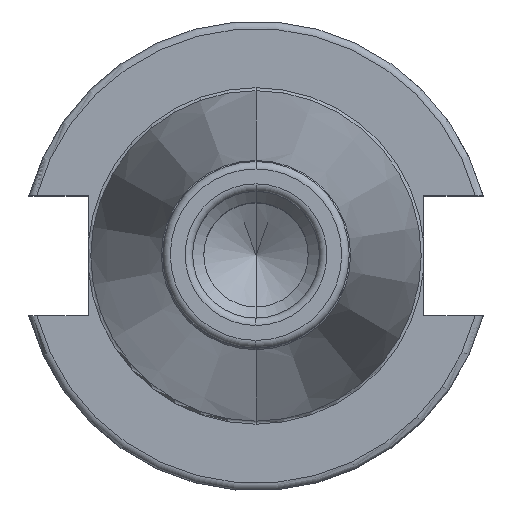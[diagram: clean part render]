
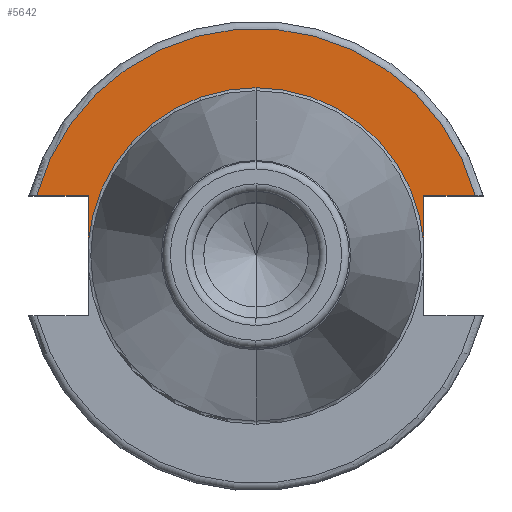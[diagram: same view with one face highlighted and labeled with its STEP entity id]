
A CAD part, top view. The second image highlights one B-rep face of the part: STEP entity #5642.
In plain terms, the highlighted planar face has unit normal (0, 0, 1).
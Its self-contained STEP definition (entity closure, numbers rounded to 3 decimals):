
#1893=CARTESIAN_POINT('',(0,0,10));
#1894=DIRECTION('',(0,0,1));
#1895=DIRECTION('',(0.965,0.264,0));
#1896=AXIS2_PLACEMENT_3D('',#1893,#1894,#1895);
#1943=DIRECTION('',(0,1,0));
#1944=VECTOR('',#1943,6.317);
#1945=CARTESIAN_POINT('',(-22.5,1.733,10));
#1946=LINE('',#1945,#1944);
#1947=DIRECTION('',(1,0,0));
#1948=VECTOR('',#1947,6.918);
#1949=CARTESIAN_POINT('',(-29.418,8.05,10));
#1950=LINE('',#1949,#1948);
#1951=DIRECTION('',(-1,0,0));
#1952=VECTOR('',#1951,6.918);
#1953=CARTESIAN_POINT('',(29.418,8.05,10));
#1954=LINE('',#1953,#1952);
#1955=DIRECTION('',(0,-1,0));
#1956=VECTOR('',#1955,6.317);
#1957=CARTESIAN_POINT('',(22.5,8.05,10));
#1958=LINE('',#1957,#1956);
#1968=CARTESIAN_POINT('',(0,0,10));
#1969=DIRECTION('',(0,0,1));
#1970=DIRECTION('',(0,1,0));
#1971=AXIS2_PLACEMENT_3D('',#1968,#1969,#1970);
#2002=CARTESIAN_POINT('',(0,0,10));
#2003=DIRECTION('',(0,0,-1));
#2004=DIRECTION('',(0,1,0));
#2005=AXIS2_PLACEMENT_3D('',#2002,#2003,#2004);
#2553=CARTESIAN_POINT('',(0,22.567,10));
#2555=VERTEX_POINT('',#2553);
#2685=CARTESIAN_POINT('',(-22.5,1.733,10));
#2686=CARTESIAN_POINT('',(-22.5,8.05,10));
#2687=VERTEX_POINT('',#2685);
#2688=VERTEX_POINT('',#2686);
#2689=CARTESIAN_POINT('',(-29.418,8.05,10));
#2690=VERTEX_POINT('',#2689);
#2691=CARTESIAN_POINT('',(22.5,8.05,10));
#2692=CARTESIAN_POINT('',(22.5,1.733,10));
#2693=VERTEX_POINT('',#2691);
#2694=VERTEX_POINT('',#2692);
#2701=CARTESIAN_POINT('',(29.418,8.05,10));
#2702=VERTEX_POINT('',#2701);
#5624=CARTESIAN_POINT('',(0,0,10));
#5625=DIRECTION('',(0,0,-1));
#5626=DIRECTION('',(0,-1,0));
#5627=AXIS2_PLACEMENT_3D('',#5624,#5625,#5626);
#5628=PLANE('',#5627);
#5629=ORIENTED_EDGE('',*,*,#5493,.T.);
#5630=ORIENTED_EDGE('',*,*,#5515,.F.);
#5631=ORIENTED_EDGE('',*,*,#5596,.F.);
#5633=ORIENTED_EDGE('',*,*,#5632,.T.);
#5635=ORIENTED_EDGE('',*,*,#5634,.T.);
#5637=ORIENTED_EDGE('',*,*,#5636,.F.);
#5639=ORIENTED_EDGE('',*,*,#5638,.T.);
#5640=EDGE_LOOP('',(#5629,#5630,#5631,#5633,#5635,#5637,#5639));
#5641=FACE_OUTER_BOUND('',#5640,.F.);
#5642=ADVANCED_FACE('',(#5641),#5628,.F.);
#1897=CIRCLE('',#1896,30.5);
#1972=CIRCLE('',#1971,22.567);
#2006=CIRCLE('',#2005,22.567);
#5493=EDGE_CURVE('',#2687,#2688,#1946,.T.);
#5515=EDGE_CURVE('',#2690,#2688,#1950,.T.);
#5596=EDGE_CURVE('',#2702,#2690,#1897,.T.);
#5632=EDGE_CURVE('',#2702,#2693,#1954,.T.);
#5634=EDGE_CURVE('',#2693,#2694,#1958,.T.);
#5636=EDGE_CURVE('',#2555,#2694,#2006,.T.);
#5638=EDGE_CURVE('',#2555,#2687,#1972,.T.);
